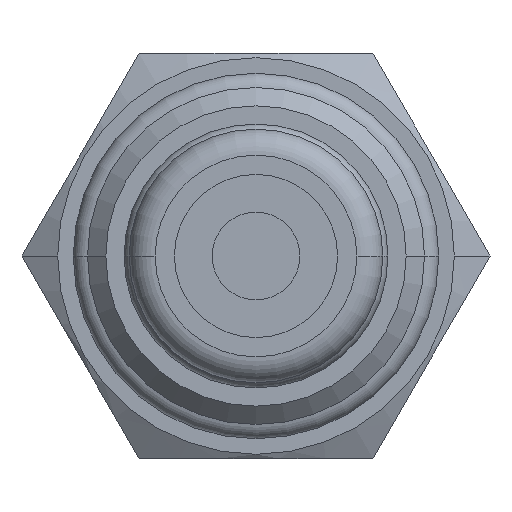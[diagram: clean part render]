
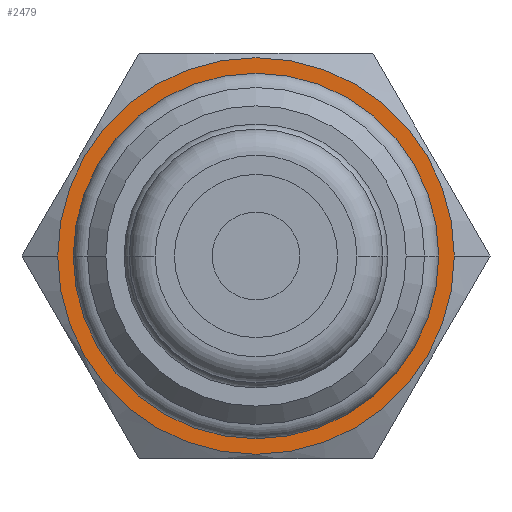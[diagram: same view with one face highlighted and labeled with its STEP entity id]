
A CAD part, front view. The second image highlights one B-rep face of the part: STEP entity #2479.
In plain terms, the highlighted planar face has unit normal (0, -1, 0).
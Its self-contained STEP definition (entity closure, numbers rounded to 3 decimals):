
#589=CARTESIAN_POINT('',(0.,27.686,0.));
#590=DIRECTION('',(0.,-1.,0.));
#591=DIRECTION('',(1.,0.,0.));
#592=AXIS2_PLACEMENT_3D('',#589,#590,#591);
#602=CARTESIAN_POINT('',(0.,27.686,0.));
#603=DIRECTION('',(0.,1.,0.));
#604=DIRECTION('',(1.,0.,0.));
#605=AXIS2_PLACEMENT_3D('',#602,#603,#604);
#607=CARTESIAN_POINT('',(0.,27.686,0.));
#608=DIRECTION('',(0.,-1.,0.));
#609=DIRECTION('',(1.,0.,0.));
#610=AXIS2_PLACEMENT_3D('',#607,#608,#609);
#612=CARTESIAN_POINT('',(0.,27.686,0.));
#613=DIRECTION('',(0.,-1.,0.));
#614=DIRECTION('',(-1.,0.,0.));
#615=AXIS2_PLACEMENT_3D('',#612,#613,#614);
#1725=CARTESIAN_POINT('',(11.659,27.686,0.));
#1727=VERTEX_POINT('',#1725);
#1741=CARTESIAN_POINT('',(-11.659,27.686,0.));
#1743=VERTEX_POINT('',#1741);
#1899=CARTESIAN_POINT('',(10.154,27.686,0.));
#1900=CARTESIAN_POINT('',(-10.154,27.686,0.));
#1901=VERTEX_POINT('',#1899);
#1902=VERTEX_POINT('',#1900);
#2464=CARTESIAN_POINT('',(0.,27.686,0.));
#2465=DIRECTION('',(0.,-1.,0.));
#2466=DIRECTION('',(-1.,0.,0.));
#2467=AXIS2_PLACEMENT_3D('',#2464,#2465,#2466);
#2468=PLANE('',#2467);
#2469=ORIENTED_EDGE('',*,*,#2459,.T.);
#2470=ORIENTED_EDGE('',*,*,#2443,.F.);
#2471=EDGE_LOOP('',(#2469,#2470));
#2472=FACE_OUTER_BOUND('',#2471,.F.);
#2474=ORIENTED_EDGE('',*,*,#2473,.T.);
#2476=ORIENTED_EDGE('',*,*,#2475,.T.);
#2477=EDGE_LOOP('',(#2474,#2476));
#2478=FACE_BOUND('',#2477,.F.);
#2479=ADVANCED_FACE('',(#2472,#2478),#2468,.T.);
#593=CIRCLE('',#592,11.659);
#606=CIRCLE('',#605,11.659);
#611=CIRCLE('',#610,10.154);
#616=CIRCLE('',#615,10.154);
#2443=EDGE_CURVE('',#1727,#1743,#593,.T.);
#2459=EDGE_CURVE('',#1727,#1743,#606,.T.);
#2473=EDGE_CURVE('',#1901,#1902,#611,.T.);
#2475=EDGE_CURVE('',#1902,#1901,#616,.T.);
